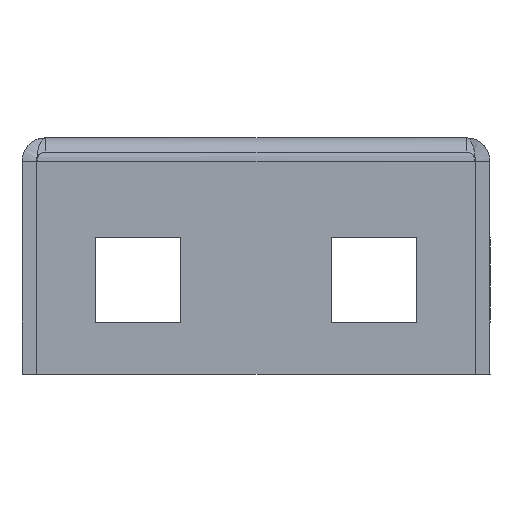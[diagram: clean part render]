
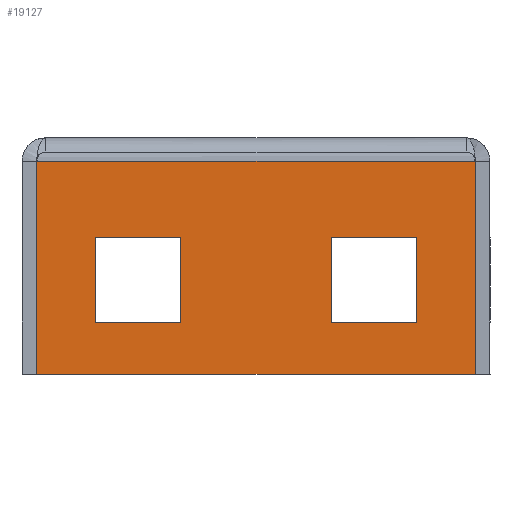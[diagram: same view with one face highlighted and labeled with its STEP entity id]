
A CAD part, left-side view. The second image highlights one B-rep face of the part: STEP entity #19127.
In plain terms, the highlighted planar face has unit normal (-1, 0, 0).
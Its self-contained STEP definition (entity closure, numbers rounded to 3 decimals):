
#228 = EDGE_LOOP ( 'NONE', ( #10261, #4344, #19194, #9993 ) ) ;
#591 = DIRECTION ( 'NONE',  ( 0., 1., 0. ) ) ;
#839 = ORIENTED_EDGE ( 'NONE', *, *, #15192, .F. ) ;
#1108 = CARTESIAN_POINT ( 'NONE',  ( -381., 8., -19.5 ) ) ;
#1201 = VECTOR ( 'NONE', #17089, 1000. ) ;
#1361 = EDGE_CURVE ( 'NONE', #10983, #6841, #8489, .T. ) ;
#1529 = DIRECTION ( 'NONE',  ( 0., 0., -1. ) ) ;
#1532 = CARTESIAN_POINT ( 'NONE',  ( -381., 17., -19.5 ) ) ;
#1648 = CARTESIAN_POINT ( 'NONE',  ( -381., -8., -19.5 ) ) ;
#1864 = CARTESIAN_POINT ( 'NONE',  ( -381., 17., -10.5 ) ) ;
#1973 = LINE ( 'NONE', #11612, #11597 ) ;
#2132 = DIRECTION ( 'NONE',  ( 0., -1., 0. ) ) ;
#2245 = VERTEX_POINT ( 'NONE', #5489 ) ;
#2617 = CARTESIAN_POINT ( 'NONE',  ( -381., 23.179, -25. ) ) ;
#3374 = LINE ( 'NONE', #7064, #5548 ) ;
#3722 = CARTESIAN_POINT ( 'NONE',  ( -381., -8., -10.5 ) ) ;
#3837 = DIRECTION ( 'NONE',  ( 0., -1., 0. ) ) ;
#3873 = VERTEX_POINT ( 'NONE', #1864 ) ;
#4106 = VECTOR ( 'NONE', #14837, 1000. ) ;
#4191 = ORIENTED_EDGE ( 'NONE', *, *, #14812, .F. ) ;
#4344 = ORIENTED_EDGE ( 'NONE', *, *, #18910, .T. ) ;
#4377 = CARTESIAN_POINT ( 'NONE',  ( -381., -17., -19.5 ) ) ;
#4476 = ORIENTED_EDGE ( 'NONE', *, *, #16013, .F. ) ;
#4716 = CARTESIAN_POINT ( 'NONE',  ( -381., -23.179, -2.5 ) ) ;
#4771 = DIRECTION ( 'NONE',  ( 0., 1., 0. ) ) ;
#4928 = FACE_OUTER_BOUND ( 'NONE', #19587, .T. ) ;
#5489 = CARTESIAN_POINT ( 'NONE',  ( -381., 8., -10.5 ) ) ;
#5548 = VECTOR ( 'NONE', #11547, 1000. ) ;
#5633 = AXIS2_PLACEMENT_3D ( 'NONE', #16893, #19975, #1529 ) ;
#5980 = VECTOR ( 'NONE', #3837, 1000. ) ;
#6473 = CARTESIAN_POINT ( 'NONE',  ( -381., 17., -19.5 ) ) ;
#6841 = VERTEX_POINT ( 'NONE', #6473 ) ;
#7064 = CARTESIAN_POINT ( 'NONE',  ( -381., 3834.75, -2.5 ) ) ;
#7467 = ORIENTED_EDGE ( 'NONE', *, *, #13728, .T. ) ;
#7599 = PLANE ( 'NONE',  #5633 ) ;
#7653 = EDGE_CURVE ( 'NONE', #2245, #10983, #19821, .T. ) ;
#8176 = CARTESIAN_POINT ( 'NONE',  ( -381., -17., -10.5 ) ) ;
#8437 = ORIENTED_EDGE ( 'NONE', *, *, #7653, .T. ) ;
#8489 = LINE ( 'NONE', #1532, #13551 ) ;
#8873 = VERTEX_POINT ( 'NONE', #4716 ) ;
#8874 = CARTESIAN_POINT ( 'NONE',  ( -381., 3834.75, -25. ) ) ;
#8992 = CARTESIAN_POINT ( 'NONE',  ( -381., -17., -10.5 ) ) ;
#9007 = DIRECTION ( 'NONE',  ( 0., -1., 0. ) ) ;
#9247 = VECTOR ( 'NONE', #13287, 1000. ) ;
#9372 = VERTEX_POINT ( 'NONE', #10070 ) ;
#9486 = FACE_BOUND ( 'NONE', #228, .T. ) ;
#9552 = EDGE_CURVE ( 'NONE', #18385, #9372, #19733, .T. ) ;
#9578 = CARTESIAN_POINT ( 'NONE',  ( -381., 8., -10.5 ) ) ;
#9700 = VECTOR ( 'NONE', #10996, 1000. ) ;
#9814 = EDGE_CURVE ( 'NONE', #3873, #2245, #10568, .T. ) ;
#9948 = EDGE_CURVE ( 'NONE', #16880, #19251, #15164, .T. ) ;
#9993 = ORIENTED_EDGE ( 'NONE', *, *, #9948, .T. ) ;
#10001 = EDGE_LOOP ( 'NONE', ( #7467, #10243, #8437, #13751 ) ) ;
#10070 = CARTESIAN_POINT ( 'NONE',  ( -381., -23.179, -25. ) ) ;
#10243 = ORIENTED_EDGE ( 'NONE', *, *, #9814, .T. ) ;
#10261 = ORIENTED_EDGE ( 'NONE', *, *, #17550, .T. ) ;
#10568 = LINE ( 'NONE', #18823, #15877 ) ;
#10983 = VERTEX_POINT ( 'NONE', #1108 ) ;
#10996 = DIRECTION ( 'NONE',  ( 0., 0., -1. ) ) ;
#11057 = VECTOR ( 'NONE', #19140, 1000. ) ;
#11547 = DIRECTION ( 'NONE',  ( 0., -1., 0. ) ) ;
#11572 = LINE ( 'NONE', #19284, #4106 ) ;
#11597 = VECTOR ( 'NONE', #12942, 1000. ) ;
#11612 = CARTESIAN_POINT ( 'NONE',  ( -381., 17., -10.5 ) ) ;
#12423 = CARTESIAN_POINT ( 'NONE',  ( -381., -8., -10.5 ) ) ;
#12942 = DIRECTION ( 'NONE',  ( 0., 0., 1. ) ) ;
#12991 = CARTESIAN_POINT ( 'NONE',  ( -381., 23.179, -25. ) ) ;
#13287 = DIRECTION ( 'NONE',  ( 0., 0., -1. ) ) ;
#13300 = VERTEX_POINT ( 'NONE', #4377 ) ;
#13551 = VECTOR ( 'NONE', #4771, 1000. ) ;
#13728 = EDGE_CURVE ( 'NONE', #6841, #3873, #1973, .T. ) ;
#13751 = ORIENTED_EDGE ( 'NONE', *, *, #1361, .T. ) ;
#13764 = ORIENTED_EDGE ( 'NONE', *, *, #9552, .T. ) ;
#14812 = EDGE_CURVE ( 'NONE', #8873, #9372, #11572, .T. ) ;
#14837 = DIRECTION ( 'NONE',  ( 0., 0., -1. ) ) ;
#14865 = LINE ( 'NONE', #8176, #5980 ) ;
#15164 = LINE ( 'NONE', #3722, #11057 ) ;
#15192 = EDGE_CURVE ( 'NONE', #18385, #17794, #18061, .T. ) ;
#15524 = CARTESIAN_POINT ( 'NONE',  ( -381., -17., -10.5 ) ) ;
#15538 = LINE ( 'NONE', #8992, #9247 ) ;
#15877 = VECTOR ( 'NONE', #2132, 1000. ) ;
#15888 = EDGE_CURVE ( 'NONE', #13300, #16880, #19762, .T. ) ;
#16013 = EDGE_CURVE ( 'NONE', #17794, #8873, #3374, .T. ) ;
#16591 = CARTESIAN_POINT ( 'NONE',  ( -381., 23.179, -2.5 ) ) ;
#16864 = VERTEX_POINT ( 'NONE', #15524 ) ;
#16880 = VERTEX_POINT ( 'NONE', #1648 ) ;
#16889 = VECTOR ( 'NONE', #591, 1000. ) ;
#16893 = CARTESIAN_POINT ( 'NONE',  ( -381., 3834.75, -25. ) ) ;
#17089 = DIRECTION ( 'NONE',  ( 0., 0., 1. ) ) ;
#17376 = CARTESIAN_POINT ( 'NONE',  ( -381., -17., -19.5 ) ) ;
#17550 = EDGE_CURVE ( 'NONE', #19251, #16864, #14865, .T. ) ;
#17794 = VERTEX_POINT ( 'NONE', #16591 ) ;
#18061 = LINE ( 'NONE', #12991, #1201 ) ;
#18385 = VERTEX_POINT ( 'NONE', #2617 ) ;
#18823 = CARTESIAN_POINT ( 'NONE',  ( -381., 17., -10.5 ) ) ;
#18910 = EDGE_CURVE ( 'NONE', #16864, #13300, #15538, .T. ) ;
#19127 = ADVANCED_FACE ( 'NONE', ( #9486, #19844, #4928 ), #7599, .F. ) ;
#19140 = DIRECTION ( 'NONE',  ( 0., 0., 1. ) ) ;
#19194 = ORIENTED_EDGE ( 'NONE', *, *, #15888, .T. ) ;
#19251 = VERTEX_POINT ( 'NONE', #12423 ) ;
#19284 = CARTESIAN_POINT ( 'NONE',  ( -381., -23.179, -25. ) ) ;
#19500 = VECTOR ( 'NONE', #9007, 1000. ) ;
#19587 = EDGE_LOOP ( 'NONE', ( #4476, #839, #13764, #4191 ) ) ;
#19733 = LINE ( 'NONE', #8874, #19500 ) ;
#19762 = LINE ( 'NONE', #17376, #16889 ) ;
#19821 = LINE ( 'NONE', #9578, #9700 ) ;
#19844 = FACE_BOUND ( 'NONE', #10001, .T. ) ;
#19975 = DIRECTION ( 'NONE',  ( 1., 0., 0. ) ) ;
